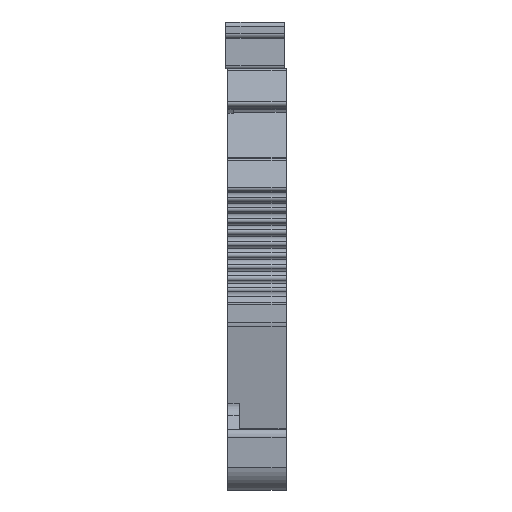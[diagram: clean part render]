
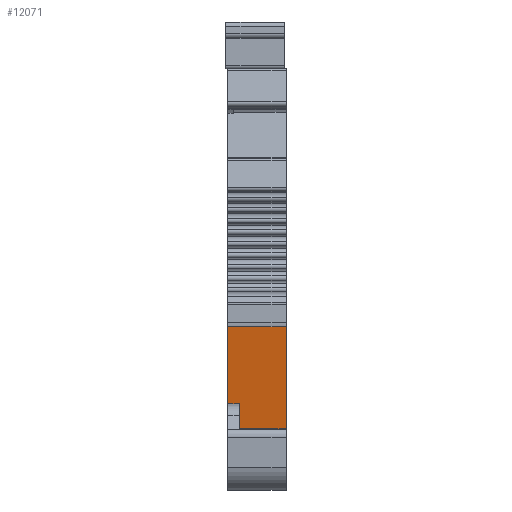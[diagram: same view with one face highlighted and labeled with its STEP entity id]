
A CAD part, left-side view. The second image highlights one B-rep face of the part: STEP entity #12071.
In plain terms, the highlighted planar face has unit normal (-0.986, 0, -0.168).
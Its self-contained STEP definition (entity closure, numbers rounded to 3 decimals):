
#2295=ORIENTED_EDGE('',*,*,#3688,.T.);
#2296=ORIENTED_EDGE('',*,*,#4372,.T.);
#2297=ORIENTED_EDGE('',*,*,#4139,.T.);
#2298=ORIENTED_EDGE('',*,*,#4224,.T.);
#2299=ORIENTED_EDGE('',*,*,#3983,.T.);
#2300=ORIENTED_EDGE('',*,*,#4371,.F.);
#3688=EDGE_CURVE('',#4957,#4956,#5811,.T.);
#3983=EDGE_CURVE('',#5251,#5250,#5924,.T.);
#4139=EDGE_CURVE('',#5395,#5394,#6008,.T.);
#4224=EDGE_CURVE('',#5394,#5251,#6076,.T.);
#4371=EDGE_CURVE('',#4957,#5250,#6203,.T.);
#4372=EDGE_CURVE('',#4956,#5395,#6204,.T.);
#4956=VERTEX_POINT('',#16559);
#4957=VERTEX_POINT('',#16561);
#5250=VERTEX_POINT('',#17161);
#5251=VERTEX_POINT('',#17163);
#5394=VERTEX_POINT('',#17504);
#5395=VERTEX_POINT('',#17506);
#5811=LINE('',#16560,#6711);
#5924=LINE('',#17162,#6824);
#6008=LINE('',#17505,#6908);
#6076=LINE('',#17683,#6976);
#6203=LINE('',#17990,#7103);
#6204=LINE('',#17992,#7104);
#6711=VECTOR('',#13794,1000.);
#6824=VECTOR('',#14269,1000.);
#6908=VECTOR('',#14525,1000.);
#6976=VECTOR('',#14685,1000.);
#7103=VECTOR('',#15058,1000.);
#7104=VECTOR('',#15061,1000.);
#7621=EDGE_LOOP('',(#2295,#2296,#2297,#2298,#2299,#2300));
#8110=FACE_BOUND('',#7621,.T.);
#8483=PLANE('',#12919);
#12071=ADVANCED_FACE('',(#8110),#8483,.F.);
#12919=AXIS2_PLACEMENT_3D('',#17991,#15059,#15060);
#13794=DIRECTION('',(0.168,0.,-0.986));
#14269=DIRECTION('',(-0.168,0.,0.986));
#14525=DIRECTION('',(0.168,0.,-0.986));
#14685=DIRECTION('',(0.,-1.,0.));
#15058=DIRECTION('',(0.,-1.,0.));
#15059=DIRECTION('',(0.986,0.,0.168));
#15060=DIRECTION('',(0.168,0.,-0.986));
#15061=DIRECTION('',(0.,-1.,0.));
#16559=CARTESIAN_POINT('',(-21.254,2.85,-10.318));
#16560=CARTESIAN_POINT('',(-22.363,2.85,-3.81));
#16561=CARTESIAN_POINT('',(-22.377,2.85,-3.73));
#17161=CARTESIAN_POINT('',(-22.377,-2.15,-3.73));
#17162=CARTESIAN_POINT('',(-21.254,-2.15,-10.318));
#17163=CARTESIAN_POINT('',(-20.449,-2.15,-15.043));
#17504=CARTESIAN_POINT('',(-20.449,1.85,-15.043));
#17505=CARTESIAN_POINT('',(-21.254,1.85,-10.318));
#17506=CARTESIAN_POINT('',(-21.254,1.85,-10.318));
#17683=CARTESIAN_POINT('',(-20.449,1.85,-15.043));
#17990=CARTESIAN_POINT('',(-22.377,71.639,-3.73));
#17991=CARTESIAN_POINT('',(-21.254,71.639,-10.318));
#17992=CARTESIAN_POINT('',(-21.254,71.639,-10.318));
